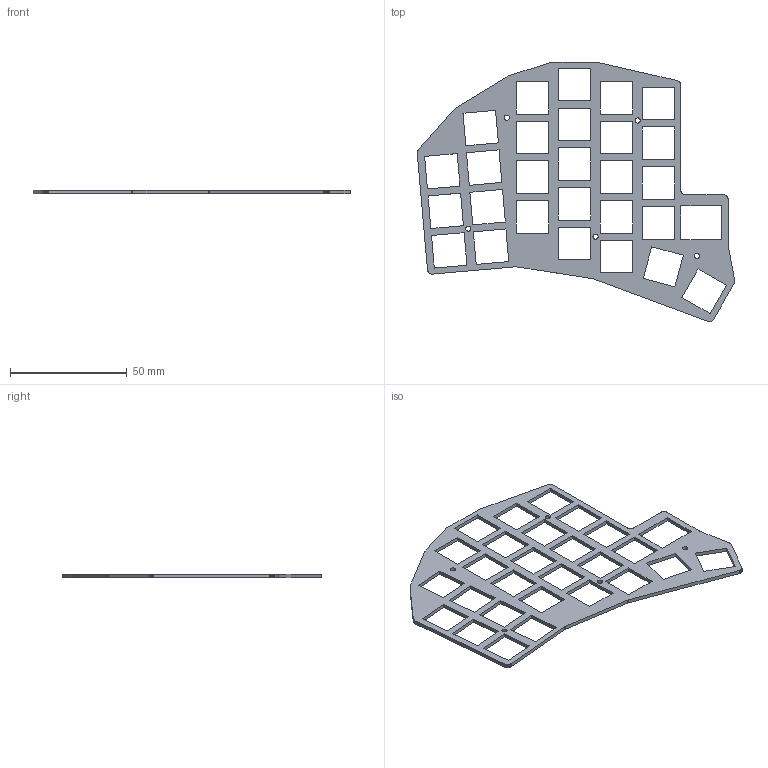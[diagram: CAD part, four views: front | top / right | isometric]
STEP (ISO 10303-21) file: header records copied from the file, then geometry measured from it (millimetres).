
FILE_DESCRIPTION(('KiCad electronic assembly'),'2;1');
FILE_NAME('switchplate.step','2024-03-29T16:20:35',('Pcbnew'),('Kicad'), 'Open CASCADE STEP processor 7.6','KiCad to STEP converter','Unknown' );
FILE_SCHEMA(('AUTOMOTIVE_DESIGN { 1 0 10303 214 1 1 1 1 }'));
Length unit declared in the file: millimetre
Products named in the file (2): switchplate 1; _autosave-switchplate PCB
Assembly tree (1 placements, depth 2):
  switchplate 1
    _autosave-switchplate PCB
Bounding box: 135.96 x 110.93 x 1.6 mm (x, y, z)
Volume: 7864.1 mm3; surface area: 13091.7 mm2
Topology: 1 solids, 1 shells, 211 faces, 627 edges, 418 vertices
Faces by surface type: plane 206, cylinder 5
Full cylindrical faces by diameter (mm): 2.2 x5
Entity records: 15291 total; most frequent: CARTESIAN_POINT 2572, DIRECTION 2307, LINE 1861, VECTOR 1861, ORIENTED_EDGE 1254, PCURVE 1254, DEFINITIONAL_REPRESENTATION 1254, EDGE_CURVE 627
